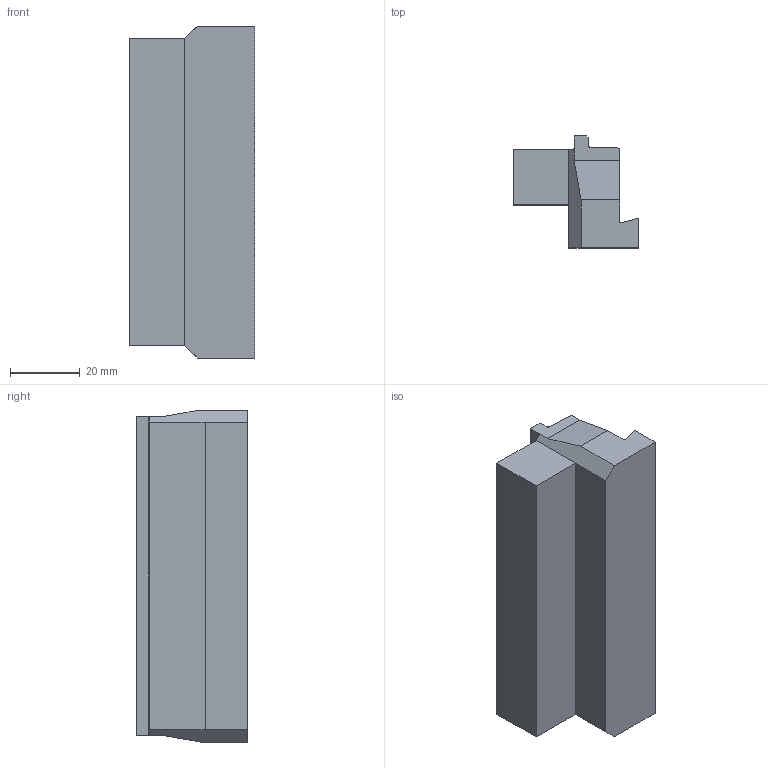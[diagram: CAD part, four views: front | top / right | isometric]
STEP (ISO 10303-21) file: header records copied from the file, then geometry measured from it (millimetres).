
FILE_DESCRIPTION(/* description */ (''),/* implementation_level */ '2;1');
FILE_NAME(/* name */ '150.10-1616-20JETI.stp',/* time_stamp */ '2017-12-27T15:04:09+06:00',/* author */ (''),/* organization */ (''),/* preprocessor_version */ 'ST-DEVELOPER v16',/* originating_system */ 'SIEMENS PLM Software NX 11.0',/* authorisation */ '');
FILE_SCHEMA (('AUTOMOTIVE_DESIGN { 1 0 10303 214 3 1 1 1 }'));
Length unit declared in the file: millimetre
Products named in the file (1): 150.10-1616-20JETI_stp
Bounding box: 35.9 x 32 x 95 mm (x, y, z)
Volume: 66102.2 mm3; surface area: 13904.8 mm2
Topology: 1 solids, 1 shells, 26 faces, 68 edges, 44 vertices
Faces by surface type: plane 23, cylinder 3
Entity records: 1028 total; most frequent: CARTESIAN_POINT 143, ORIENTED_EDGE 136, DIRECTION 136, EDGE_CURVE 68, LINE 62, VECTOR 62, VERTEX_POINT 44, AXIS2_PLACEMENT_3D 37
